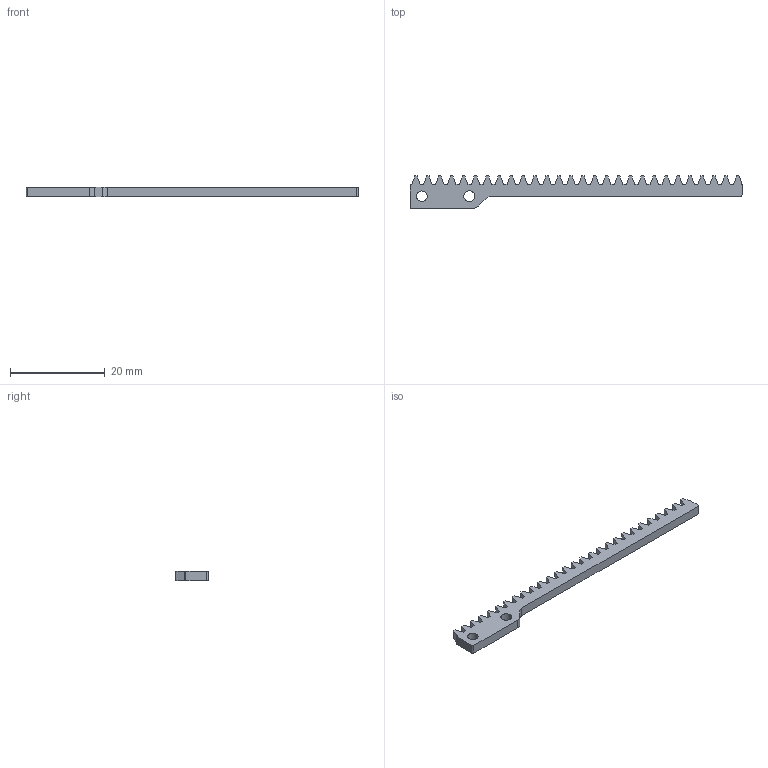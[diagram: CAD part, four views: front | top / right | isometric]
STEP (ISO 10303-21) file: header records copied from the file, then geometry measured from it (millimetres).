
FILE_DESCRIPTION (( 'STEP AP203' ), '1' );
FILE_NAME ('夹爪齿条_0.8_2.0_3.5_70_20°.STEP', '2024-03-23T17:20:22', ( '' ), ( '' ), 'SwSTEP 2.0', 'SolidWorks 2021', '' );
FILE_SCHEMA (( 'CONFIG_CONTROL_DESIGN' ));
Length unit declared in the file: millimetre
Products named in the file (1): 夹爪齿条_0.8_2.0_3.5_70_20°
Bounding box: 70 x 6.8 x 2 mm (x, y, z)
Volume: 525.8 mm3; surface area: 991.6 mm2
Topology: 1 solids, 1 shells, 129 faces, 381 edges, 254 vertices
Faces by surface type: plane 119, cylinder 10
Entity records: 4320 total; most frequent: CARTESIAN_POINT 765, ORIENTED_EDGE 762, DIRECTION 661, EDGE_CURVE 381, LINE 361, VECTOR 361, VERTEX_POINT 254, AXIS2_PLACEMENT_3D 150
